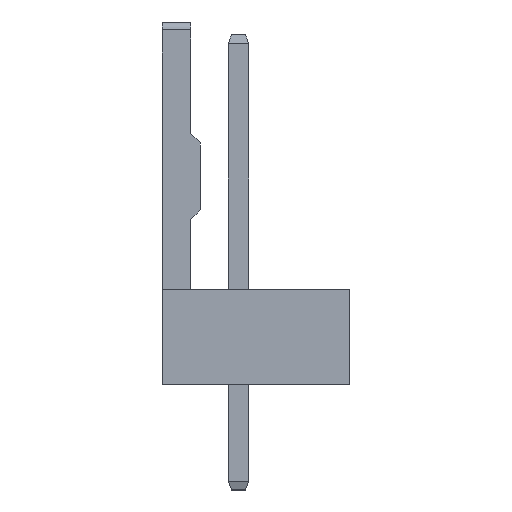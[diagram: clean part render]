
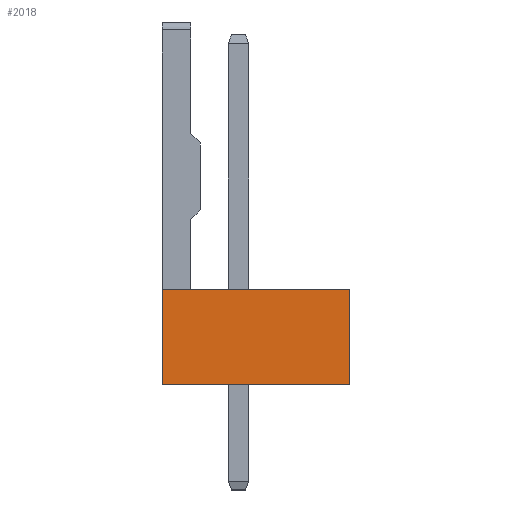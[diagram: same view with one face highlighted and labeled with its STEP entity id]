
A CAD part, left-side view. The second image highlights one B-rep face of the part: STEP entity #2018.
In plain terms, the highlighted planar face has unit normal (-1, 0, 0).
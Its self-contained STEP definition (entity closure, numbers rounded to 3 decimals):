
#141=FACE_OUTER_BOUND('',#251,.T.);
#251=EDGE_LOOP('',(#1512,#1513,#1514,#1515));
#420=LINE('',#3077,#674);
#426=LINE('',#3091,#680);
#432=LINE('',#3101,#686);
#445=LINE('',#3128,#699);
#674=VECTOR('',#2537,1000.);
#680=VECTOR('',#2549,1000.);
#686=VECTOR('',#2557,1000.);
#699=VECTOR('',#2582,1000.);
#892=VERTEX_POINT('',#3074);
#893=VERTEX_POINT('',#3076);
#897=VERTEX_POINT('',#3088);
#898=VERTEX_POINT('',#3090);
#1095=EDGE_CURVE('',#892,#893,#420,.T.);
#1102=EDGE_CURVE('',#898,#897,#426,.T.);
#1108=EDGE_CURVE('',#897,#893,#432,.T.);
#1121=EDGE_CURVE('',#892,#898,#445,.T.);
#1512=ORIENTED_EDGE('',*,*,#1108,.T.);
#1513=ORIENTED_EDGE('',*,*,#1095,.F.);
#1514=ORIENTED_EDGE('',*,*,#1121,.T.);
#1515=ORIENTED_EDGE('',*,*,#1102,.T.);
#1803=PLANE('',#2255);
#2018=ADVANCED_FACE('',(#141),#1803,.T.);
#2255=AXIS2_PLACEMENT_3D('',#3129,#2583,#2584);
#2537=DIRECTION('',(0.,0.,1.));
#2549=DIRECTION('',(0.,0.,1.));
#2557=DIRECTION('',(0.,1.,0.));
#2582=DIRECTION('',(0.,-1.,0.));
#2583=DIRECTION('center_axis',(-1.,0.,0.));
#2584=DIRECTION('ref_axis',(0.,0.,1.));
#3074=CARTESIAN_POINT('',(-1.27,2.4,0.));
#3076=CARTESIAN_POINT('',(-1.27,2.4,3.));
#3077=CARTESIAN_POINT('',(-1.27,2.4,0.));
#3088=CARTESIAN_POINT('',(-1.27,-3.5,3.));
#3090=CARTESIAN_POINT('',(-1.27,-3.5,0.));
#3091=CARTESIAN_POINT('',(-1.27,-3.5,0.));
#3101=CARTESIAN_POINT('',(-1.27,2.4,3.));
#3128=CARTESIAN_POINT('',(-1.27,2.4,0.));
#3129=CARTESIAN_POINT('Origin',(-1.27,2.4,0.));
